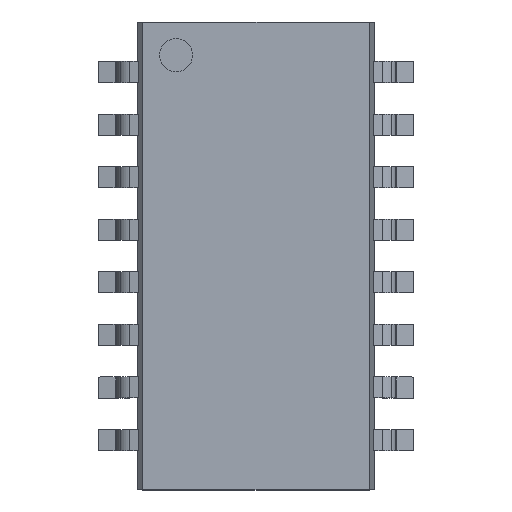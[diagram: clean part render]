
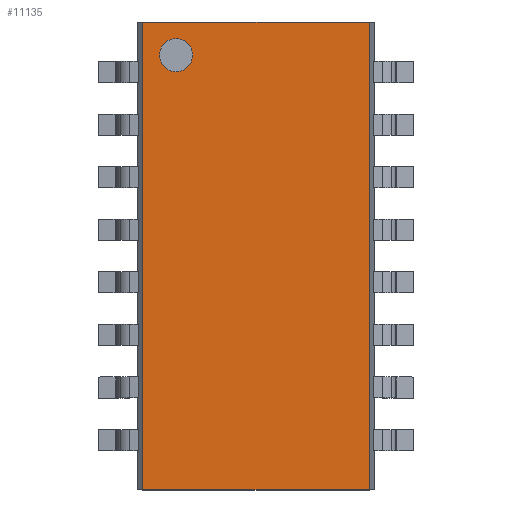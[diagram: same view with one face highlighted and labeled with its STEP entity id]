
A CAD part, top view. The second image highlights one B-rep face of the part: STEP entity #11135.
In plain terms, the highlighted planar face has unit normal (0, 0, 1).
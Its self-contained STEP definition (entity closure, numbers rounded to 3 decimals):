
#10961=CARTESIAN_POINT('',(-2.331,4.85,2.15));
#10962=VERTEX_POINT('',#10961);
#10978=CARTESIAN_POINT('',(-1.531,4.85,2.15));
#10979=VERTEX_POINT('',#10978);
#10986=CARTESIAN_POINT('',(-1.931,4.85,2.15));
#10987=DIRECTION('',(0.0,0.0,-1.0));
#10988=DIRECTION('',(-1.0,0.0,0.0));
#10989=AXIS2_PLACEMENT_3D('',#10986,#10987,#10988);
#10990=CIRCLE('',#10989,0.4);
#10991=EDGE_CURVE('',#10962,#10979,#10990,.T.);
#11002=CARTESIAN_POINT('',(-1.931,4.85,2.15));
#11003=DIRECTION('',(0.0,0.0,-1.0));
#11004=DIRECTION('',(-1.0,0.0,0.0));
#11005=AXIS2_PLACEMENT_3D('',#11002,#11003,#11004);
#11006=CIRCLE('',#11005,0.4);
#11007=EDGE_CURVE('',#10979,#10962,#11006,.T.);
#11075=CARTESIAN_POINT('',(2.731,5.65,2.15));
#11076=VERTEX_POINT('',#11075);
#11083=CARTESIAN_POINT('',(2.731,-5.65,2.15));
#11084=VERTEX_POINT('',#11083);
#11085=CARTESIAN_POINT('',(2.731,-5.65,2.15));
#11086=DIRECTION('',(0.0,1.0,0.0));
#11087=VECTOR('',#11086,11.3);
#11088=LINE('',#11085,#11087);
#11089=EDGE_CURVE('',#11084,#11076,#11088,.T.);
#11101=CARTESIAN_POINT('',(2.731,-5.65,2.15));
#11102=DIRECTION('',(0.0,0.0,1.0));
#11103=DIRECTION('',(1.0,0.0,0.0));
#11104=AXIS2_PLACEMENT_3D('',#11101,#11102,#11103);
#11105=PLANE('',#11104);
#11106=CARTESIAN_POINT('',(-2.731,5.65,2.15));
#11107=VERTEX_POINT('',#11106);
#11108=CARTESIAN_POINT('',(2.731,5.65,2.15));
#11109=DIRECTION('',(-1.0,0.0,0.0));
#11110=VECTOR('',#11109,5.462);
#11111=LINE('',#11108,#11110);
#11112=EDGE_CURVE('',#11076,#11107,#11111,.T.);
#11113=ORIENTED_EDGE('',*,*,#11112,.T.);
#11114=CARTESIAN_POINT('',(-2.731,-5.65,2.15));
#11115=VERTEX_POINT('',#11114);
#11116=CARTESIAN_POINT('',(-2.731,-5.65,2.15));
#11117=DIRECTION('',(0.0,1.0,0.0));
#11118=VECTOR('',#11117,11.3);
#11119=LINE('',#11116,#11118);
#11120=EDGE_CURVE('',#11115,#11107,#11119,.T.);
#11121=ORIENTED_EDGE('',*,*,#11120,.F.);
#11122=CARTESIAN_POINT('',(2.731,-5.65,2.15));
#11123=DIRECTION('',(-1.0,0.0,0.0));
#11124=VECTOR('',#11123,5.462);
#11125=LINE('',#11122,#11124);
#11126=EDGE_CURVE('',#11084,#11115,#11125,.T.);
#11127=ORIENTED_EDGE('',*,*,#11126,.F.);
#11128=ORIENTED_EDGE('',*,*,#11089,.T.);
#11129=EDGE_LOOP('',(#11113,#11121,#11127,#11128));
#11130=FACE_OUTER_BOUND('',#11129,.T.);
#11131=ORIENTED_EDGE('',*,*,#10991,.T.);
#11132=ORIENTED_EDGE('',*,*,#11007,.T.);
#11133=EDGE_LOOP('',(#11131,#11132));
#11134=FACE_BOUND('',#11133,.T.);
#11135=ADVANCED_FACE('',(#11130,#11134),#11105,.T.);
